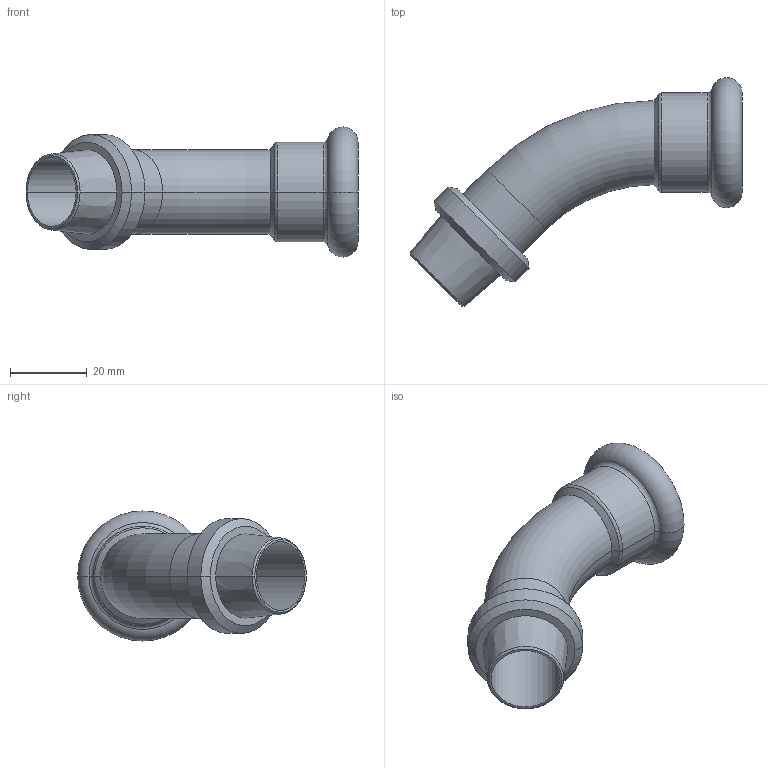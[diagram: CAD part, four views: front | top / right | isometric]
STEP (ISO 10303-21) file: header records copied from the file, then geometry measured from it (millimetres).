
FILE_DESCRIPTION (( 'STEP AP203' ), '1' );
FILE_NAME ('3D_P747_22 x3-4_141397260.STEP', '2024-11-20T09:51:39', ( '' ), ( '' ), 'SwSTEP 2.0', 'SolidWorks 2023', '' );
FILE_SCHEMA (( 'CONFIG_CONTROL_DESIGN' ));
Length unit declared in the file: millimetre
Products named in the file (1): 3D_P747_22 x3-4_141397260
Bounding box: 86.79 x 59.79 x 33.99 mm (x, y, z)
Volume: 14891.5 mm3; surface area: 13941.7 mm2
Topology: 1 solids, 1 shells, 43 faces, 86 edges, 46 vertices
Faces by surface type: torus 16, cone 14, cylinder 10, plane 3
Entity records: 1191 total; most frequent: DIRECTION 236, CARTESIAN_POINT 176, ORIENTED_EDGE 172, AXIS2_PLACEMENT_3D 106, EDGE_CURVE 86, CIRCLE 62, EDGE_LOOP 46, VERTEX_POINT 46
